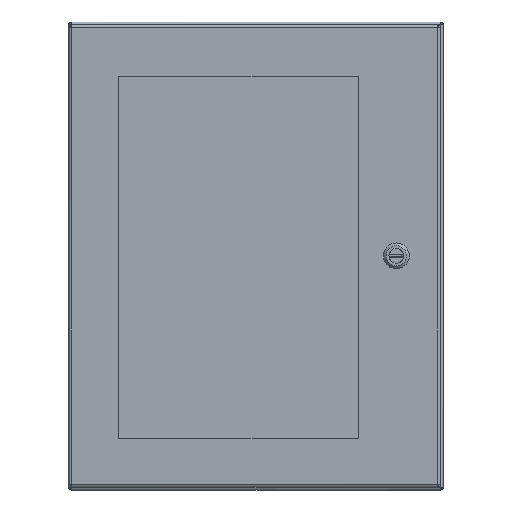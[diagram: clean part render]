
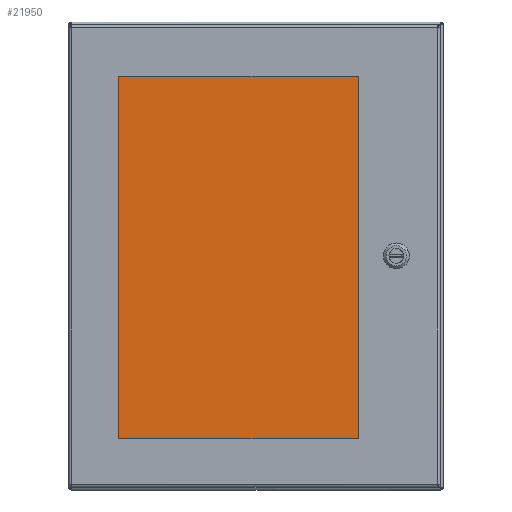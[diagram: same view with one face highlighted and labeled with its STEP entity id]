
A CAD part, top view. The second image highlights one B-rep face of the part: STEP entity #21950.
In plain terms, the highlighted planar face has unit normal (0, 0, 1).
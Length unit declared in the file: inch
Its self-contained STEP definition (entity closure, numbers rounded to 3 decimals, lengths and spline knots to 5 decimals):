
#21808=CARTESIAN_POINT('',(0.0,0.0,0.25));
#21809=VERTEX_POINT('',#21808);
#21810=CARTESIAN_POINT('',(0.,16.5,0.25));
#21811=VERTEX_POINT('',#21810);
#21812=CARTESIAN_POINT('',(0.,0.0,0.25));
#21813=DIRECTION('',(0.0,1.0,0.0));
#21814=VECTOR('',#21813,16.5);
#21815=LINE('',#21812,#21814);
#21816=EDGE_CURVE('',#21809,#21811,#21815,.T.);
#21848=CARTESIAN_POINT('',(11.25,16.5,0.25));
#21849=VERTEX_POINT('',#21848);
#21850=CARTESIAN_POINT('',(0.,16.5,0.25));
#21851=DIRECTION('',(1.0,0.0,0.0));
#21852=VECTOR('',#21851,11.25);
#21853=LINE('',#21850,#21852);
#21854=EDGE_CURVE('',#21811,#21849,#21853,.T.);
#21879=CARTESIAN_POINT('',(11.25,0.,0.25));
#21880=VERTEX_POINT('',#21879);
#21881=CARTESIAN_POINT('',(11.25,16.5,0.25));
#21882=DIRECTION('',(0.0,-1.0,0.0));
#21883=VECTOR('',#21882,16.5);
#21884=LINE('',#21881,#21883);
#21885=EDGE_CURVE('',#21849,#21880,#21884,.T.);
#21910=CARTESIAN_POINT('',(11.25,0.,0.25));
#21911=DIRECTION('',(-1.0,0.0,0.0));
#21912=VECTOR('',#21911,11.25);
#21913=LINE('',#21910,#21912);
#21914=EDGE_CURVE('',#21880,#21809,#21913,.T.);
#21939=CARTESIAN_POINT('',(5.625,8.25,0.25));
#21940=DIRECTION('',(0.0,0.0,1.0));
#21941=DIRECTION('',(1.0,0.0,0.0));
#21942=AXIS2_PLACEMENT_3D('',#21939,#21940,#21941);
#21943=PLANE('',#21942);
#21944=ORIENTED_EDGE('',*,*,#21816,.F.);
#21945=ORIENTED_EDGE('',*,*,#21914,.F.);
#21946=ORIENTED_EDGE('',*,*,#21885,.F.);
#21947=ORIENTED_EDGE('',*,*,#21854,.F.);
#21948=EDGE_LOOP('',(#21944,#21945,#21946,#21947));
#21949=FACE_OUTER_BOUND('',#21948,.T.);
#21950=ADVANCED_FACE('',(#21949),#21943,.T.);
